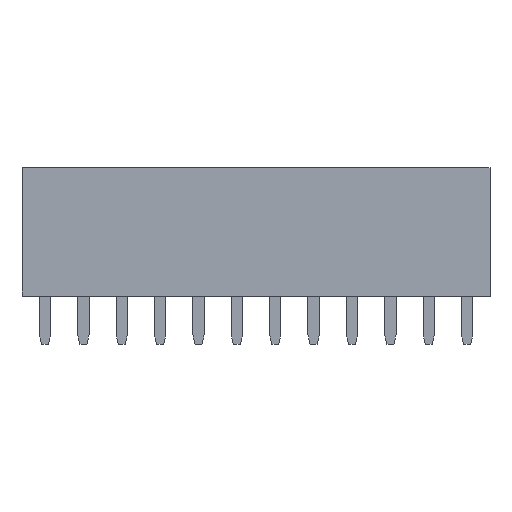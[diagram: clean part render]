
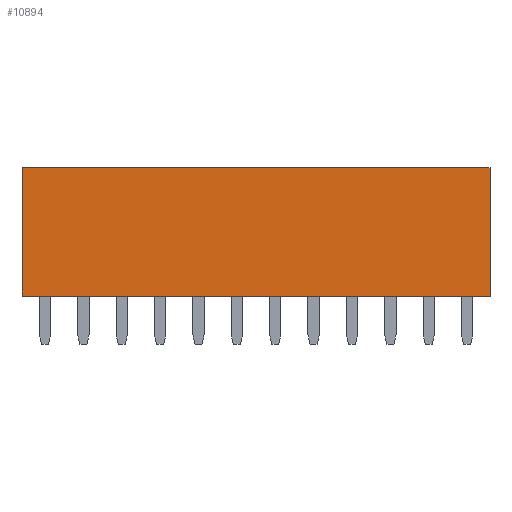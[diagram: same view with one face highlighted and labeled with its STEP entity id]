
A CAD part, top view. The second image highlights one B-rep face of the part: STEP entity #10894.
In plain terms, the highlighted planar face has unit normal (0, 0, 1).
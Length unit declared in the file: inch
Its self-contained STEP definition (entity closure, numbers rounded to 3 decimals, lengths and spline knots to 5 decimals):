
#1271 = DIRECTION ( 'NONE',  ( 0., -1., 0. ) ) ;
#1934 = PLANE ( 'NONE',  #6465 ) ;
#2042 = DIRECTION ( 'NONE',  ( -1., 0., 0. ) ) ;
#2890 = VECTOR ( 'NONE', #2042, 39.37008 ) ;
#3377 = VERTEX_POINT ( 'NONE', #6900 ) ;
#3539 = DIRECTION ( 'NONE',  ( 0., 0., 1. ) ) ;
#4589 = VERTEX_POINT ( 'NONE', #10768 ) ;
#5459 = DIRECTION ( 'NONE',  ( 0., -1., 0. ) ) ;
#5619 = VERTEX_POINT ( 'NONE', #10534 ) ;
#5703 = EDGE_CURVE ( 'NONE', #3377, #4589, #14042, .T. ) ;
#6213 = EDGE_CURVE ( 'NONE', #5619, #4589, #15899, .T. ) ;
#6465 = AXIS2_PLACEMENT_3D ( 'NONE', #15498, #3539, #14073 ) ;
#6894 = EDGE_LOOP ( 'NONE', ( #14391, #12226, #17472, #15330 ) ) ;
#6900 = CARTESIAN_POINT ( 'NONE',  ( 0., 0., 0. ) ) ;
#7657 = VECTOR ( 'NONE', #5459, 39.37008 ) ;
#7946 = EDGE_CURVE ( 'NONE', #5619, #13918, #11405, .T. ) ;
#8440 = CARTESIAN_POINT ( 'NONE',  ( 0., 0.01969, 0. ) ) ;
#9611 = VECTOR ( 'NONE', #19677, 39.37008 ) ;
#9664 = CARTESIAN_POINT ( 'NONE',  ( -0.5, 0.33465, 0. ) ) ;
#9767 = FACE_OUTER_BOUND ( 'NONE', #6894, .T. ) ;
#10534 = CARTESIAN_POINT ( 'NONE',  ( 1.21969, 0.33465, 0. ) ) ;
#10768 = CARTESIAN_POINT ( 'NONE',  ( 1.21969, 0., 0. ) ) ;
#10894 = ADVANCED_FACE ( 'NONE', ( #9767 ), #1934, .T. ) ;
#11405 = LINE ( 'NONE', #9664, #2890 ) ;
#11621 = LINE ( 'NONE', #8440, #7657 ) ;
#12221 = CARTESIAN_POINT ( 'NONE',  ( -0.5, 0., 0. ) ) ;
#12226 = ORIENTED_EDGE ( 'NONE', *, *, #7946, .T. ) ;
#12406 = VECTOR ( 'NONE', #1271, 39.37008 ) ;
#13918 = VERTEX_POINT ( 'NONE', #15755 ) ;
#14042 = LINE ( 'NONE', #12221, #9611 ) ;
#14073 = DIRECTION ( 'NONE',  ( 1., 0., 0. ) ) ;
#14391 = ORIENTED_EDGE ( 'NONE', *, *, #6213, .F. ) ;
#15330 = ORIENTED_EDGE ( 'NONE', *, *, #5703, .T. ) ;
#15498 = CARTESIAN_POINT ( 'NONE',  ( -0.5, 0., 0. ) ) ;
#15755 = CARTESIAN_POINT ( 'NONE',  ( 0., 0.33465, 0. ) ) ;
#15899 = LINE ( 'NONE', #19464, #12406 ) ;
#17472 = ORIENTED_EDGE ( 'NONE', *, *, #17796, .T. ) ;
#17796 = EDGE_CURVE ( 'NONE', #13918, #3377, #11621, .T. ) ;
#19464 = CARTESIAN_POINT ( 'NONE',  ( 1.21969, 0., 0. ) ) ;
#19677 = DIRECTION ( 'NONE',  ( 1., 0., 0. ) ) ;
